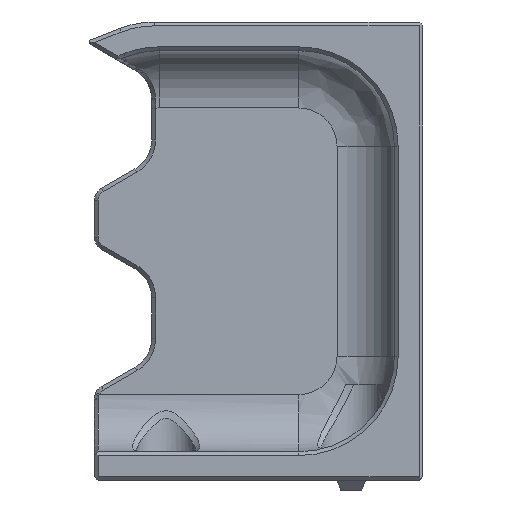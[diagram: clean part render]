
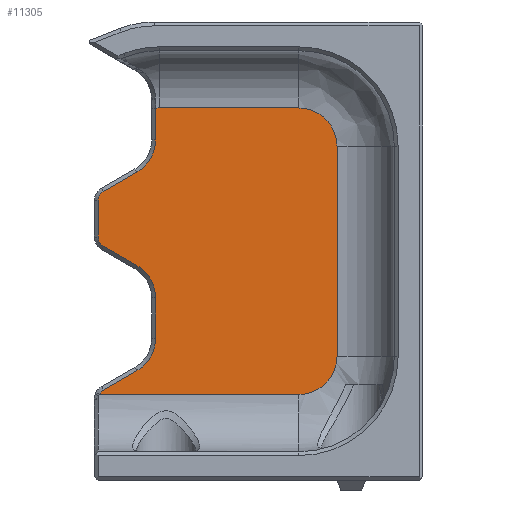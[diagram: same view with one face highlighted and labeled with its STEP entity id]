
A CAD part, front view. The second image highlights one B-rep face of the part: STEP entity #11305.
In plain terms, the highlighted planar face has unit normal (0, -1, 0).
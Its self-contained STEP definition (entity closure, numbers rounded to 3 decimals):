
#208=B_SPLINE_CURVE_WITH_KNOTS('',3,(#18229,#18230,#18231,#18232),
 .UNSPECIFIED.,.F.,.F.,(4,4),(-4.714,-4.708),
 .UNSPECIFIED.);
#707=FACE_OUTER_BOUND('',#1408,.T.);
#1408=EDGE_LOOP('',(#8220,#8221,#8222,#8223,#8224,#8225,#8226,#8227,#8228,
#8229,#8230,#8231,#8232,#8233,#8234,#8235,#8236,#8237,#8238));
#2217=LINE('',#17837,#3332);
#2261=LINE('',#17972,#3376);
#2294=LINE('',#18318,#3409);
#2300=LINE('',#18357,#3415);
#2301=LINE('',#18361,#3416);
#2302=LINE('',#18364,#3417);
#2303=LINE('',#18368,#3418);
#2304=LINE('',#18372,#3419);
#2305=LINE('',#18375,#3420);
#3332=VECTOR('',#13621,10.);
#3376=VECTOR('',#13731,10.);
#3409=VECTOR('',#13794,10.);
#3415=VECTOR('',#13814,10.);
#3416=VECTOR('',#13817,10.);
#3417=VECTOR('',#13820,10.);
#3418=VECTOR('',#13823,10.);
#3419=VECTOR('',#13826,10.);
#3420=VECTOR('',#13829,10.);
#4347=CIRCLE('',#12092,4.);
#4370=CIRCLE('',#12146,3.9);
#4373=CIRCLE('',#12155,1.1);
#4376=CIRCLE('',#12162,3.9);
#4378=CIRCLE('',#12165,4.);
#4379=CIRCLE('',#12166,4.);
#4380=CIRCLE('',#12167,1.1);
#4381=CIRCLE('',#12168,1.1);
#4382=CIRCLE('',#12169,3.9);
#4994=VERTEX_POINT('',#17545);
#4995=VERTEX_POINT('',#17547);
#5011=VERTEX_POINT('',#17836);
#5053=VERTEX_POINT('',#17969);
#5054=VERTEX_POINT('',#17971);
#5059=VERTEX_POINT('',#18000);
#5078=VERTEX_POINT('',#18236);
#5087=VERTEX_POINT('',#18308);
#5090=VERTEX_POINT('',#18315);
#5094=VERTEX_POINT('',#18350);
#5096=VERTEX_POINT('',#18356);
#5097=VERTEX_POINT('',#18358);
#5098=VERTEX_POINT('',#18360);
#5099=VERTEX_POINT('',#18363);
#5100=VERTEX_POINT('',#18365);
#5101=VERTEX_POINT('',#18367);
#5102=VERTEX_POINT('',#18369);
#5103=VERTEX_POINT('',#18371);
#5104=VERTEX_POINT('',#18373);
#6106=EDGE_CURVE('',#4995,#4994,#4347,.T.);
#6134=EDGE_CURVE('',#4995,#5011,#2217,.T.);
#6195=EDGE_CURVE('',#5053,#5054,#2261,.T.);
#6228=EDGE_CURVE('',#5054,#5059,#208,.T.);
#6231=EDGE_CURVE('',#5078,#5053,#4370,.T.);
#6249=EDGE_CURVE('',#5011,#5087,#4373,.T.);
#6254=EDGE_CURVE('',#5087,#5090,#2294,.T.);
#6261=EDGE_CURVE('',#5090,#5094,#4376,.T.);
#6264=EDGE_CURVE('',#5096,#4994,#2300,.T.);
#6265=EDGE_CURVE('',#5097,#5096,#4378,.T.);
#6266=EDGE_CURVE('',#5098,#5097,#2301,.T.);
#6267=EDGE_CURVE('',#5059,#5098,#4379,.T.);
#6268=EDGE_CURVE('',#5099,#5078,#2302,.T.);
#6269=EDGE_CURVE('',#5100,#5099,#4380,.T.);
#6270=EDGE_CURVE('',#5101,#5100,#2303,.T.);
#6271=EDGE_CURVE('',#5102,#5101,#4381,.T.);
#6272=EDGE_CURVE('',#5103,#5102,#2304,.T.);
#6273=EDGE_CURVE('',#5104,#5103,#4382,.T.);
#6274=EDGE_CURVE('',#5094,#5104,#2305,.T.);
#8220=ORIENTED_EDGE('',*,*,#6264,.F.);
#8221=ORIENTED_EDGE('',*,*,#6265,.F.);
#8222=ORIENTED_EDGE('',*,*,#6266,.F.);
#8223=ORIENTED_EDGE('',*,*,#6267,.F.);
#8224=ORIENTED_EDGE('',*,*,#6228,.F.);
#8225=ORIENTED_EDGE('',*,*,#6195,.F.);
#8226=ORIENTED_EDGE('',*,*,#6231,.F.);
#8227=ORIENTED_EDGE('',*,*,#6268,.F.);
#8228=ORIENTED_EDGE('',*,*,#6269,.F.);
#8229=ORIENTED_EDGE('',*,*,#6270,.F.);
#8230=ORIENTED_EDGE('',*,*,#6271,.F.);
#8231=ORIENTED_EDGE('',*,*,#6272,.F.);
#8232=ORIENTED_EDGE('',*,*,#6273,.F.);
#8233=ORIENTED_EDGE('',*,*,#6274,.F.);
#8234=ORIENTED_EDGE('',*,*,#6261,.F.);
#8235=ORIENTED_EDGE('',*,*,#6254,.F.);
#8236=ORIENTED_EDGE('',*,*,#6249,.F.);
#8237=ORIENTED_EDGE('',*,*,#6134,.F.);
#8238=ORIENTED_EDGE('',*,*,#6106,.T.);
#10901=PLANE('',#12164);
#11305=ADVANCED_FACE('',(#707),#10901,.F.);
#12092=AXIS2_PLACEMENT_3D('',#17548,#13576,#13577);
#12146=AXIS2_PLACEMENT_3D('',#18238,#13754,#13755);
#12155=AXIS2_PLACEMENT_3D('',#18309,#13785,#13786);
#12162=AXIS2_PLACEMENT_3D('',#18351,#13807,#13808);
#12164=AXIS2_PLACEMENT_3D('',#18355,#13812,#13813);
#12165=AXIS2_PLACEMENT_3D('',#18359,#13815,#13816);
#12166=AXIS2_PLACEMENT_3D('',#18362,#13818,#13819);
#12167=AXIS2_PLACEMENT_3D('',#18366,#13821,#13822);
#12168=AXIS2_PLACEMENT_3D('',#18370,#13824,#13825);
#12169=AXIS2_PLACEMENT_3D('',#18374,#13827,#13828);
#13576=DIRECTION('center_axis',(0.,-1.,0.));
#13577=DIRECTION('ref_axis',(0.,0.,1.));
#13621=DIRECTION('',(-1.,0.,0.));
#13731=DIRECTION('',(0.,0.,1.));
#13754=DIRECTION('center_axis',(0.,-1.,0.));
#13755=DIRECTION('ref_axis',(0.866,0.,-0.5));
#13785=DIRECTION('center_axis',(0.,1.,0.));
#13786=DIRECTION('ref_axis',(-0.866,0.,0.5));
#13794=DIRECTION('',(0.866,0.,0.5));
#13807=DIRECTION('center_axis',(0.,-1.,0.));
#13808=DIRECTION('ref_axis',(0.866,0.,-0.5));
#13812=DIRECTION('center_axis',(0.,1.,0.));
#13813=DIRECTION('ref_axis',(0.,0.,
1.));
#13814=DIRECTION('',(0.,0.,-1.));
#13815=DIRECTION('center_axis',(0.,1.,0.));
#13816=DIRECTION('ref_axis',(0.707,0.,0.707));
#13817=DIRECTION('',(1.,0.,0.));
#13818=DIRECTION('center_axis',(0.,1.,0.));
#13819=DIRECTION('ref_axis',(-0.185,0.,0.983));
#13820=DIRECTION('',(0.866,0.,0.5));
#13821=DIRECTION('center_axis',(0.,1.,0.));
#13822=DIRECTION('ref_axis',(-0.866,0.,0.5));
#13823=DIRECTION('',(0.,0.,1.));
#13824=DIRECTION('center_axis',(0.,1.,0.));
#13825=DIRECTION('ref_axis',(-0.866,0.,-0.5));
#13826=DIRECTION('',(-0.866,0.,0.5));
#13827=DIRECTION('center_axis',(0.,-1.,0.));
#13828=DIRECTION('ref_axis',(0.866,0.,0.5));
#13829=DIRECTION('',(0.,0.,1.));
#17545=CARTESIAN_POINT('',(106.002,-104.,-36.2));
#17547=CARTESIAN_POINT('',(102.002,-104.,-40.2));
#17548=CARTESIAN_POINT('Origin',(102.002,-104.,-36.2));
#17836=CARTESIAN_POINT('',(81.116,-104.,-40.2));
#17837=CARTESIAN_POINT('',(-71.798,-104.,-40.2));
#17969=CARTESIAN_POINT('',(87.002,-104.,-13.552));
#17971=CARTESIAN_POINT('',(87.002,-104.,-10.29));
#17972=CARTESIAN_POINT('',(87.002,-104.,-29.818));
#18000=CARTESIAN_POINT('',(87.002,-104.,-10.225));
#18229=CARTESIAN_POINT('Ctrl Pts',(87.002,-104.,-10.29));
#18230=CARTESIAN_POINT('Ctrl Pts',(87.002,-104.,-10.269));
#18231=CARTESIAN_POINT('Ctrl Pts',(87.002,-104.,-10.247));
#18232=CARTESIAN_POINT('Ctrl Pts',(87.002,-104.,-10.225));
#18236=CARTESIAN_POINT('',(85.052,-104.,-16.929));
#18238=CARTESIAN_POINT('Origin',(83.102,-104.,-13.552));
#18308=CARTESIAN_POINT('',(81.552,-104.,-39.734));
#18309=CARTESIAN_POINT('Origin',(82.102,-104.,-40.687));
#18315=CARTESIAN_POINT('',(85.052,-104.,-37.714));
#18318=CARTESIAN_POINT('',(22.596,-104.,-73.773));
#18350=CARTESIAN_POINT('',(87.002,-104.,-34.336));
#18351=CARTESIAN_POINT('Origin',(83.102,-104.,-34.336));
#18355=CARTESIAN_POINT('Origin',(-71.798,-104.,-46.2));
#18356=CARTESIAN_POINT('',(106.002,-104.,-14.2));
#18357=CARTESIAN_POINT('',(106.002,-104.,-46.7));
#18358=CARTESIAN_POINT('',(102.002,-104.,-10.2));
#18359=CARTESIAN_POINT('Origin',(102.002,-104.,-14.2));
#18360=CARTESIAN_POINT('',(87.446,-104.,-10.2));
#18361=CARTESIAN_POINT('',(20.102,-104.,-10.2));
#18362=CARTESIAN_POINT('Origin',(87.446,-104.,-14.2));
#18363=CARTESIAN_POINT('',(81.552,-104.,-18.95));
#18364=CARTESIAN_POINT('',(18.096,-104.,-55.586));
#18365=CARTESIAN_POINT('',(81.002,-104.,-19.902));
#18366=CARTESIAN_POINT('Origin',(82.102,-104.,-19.902));
#18367=CARTESIAN_POINT('',(81.002,-104.,-23.713));
#18368=CARTESIAN_POINT('',(81.002,-104.,-35.014));
#18369=CARTESIAN_POINT('',(81.552,-104.,-24.666));
#18370=CARTESIAN_POINT('Origin',(82.102,-104.,-23.713));
#18371=CARTESIAN_POINT('',(85.052,-104.,-26.686));
#18372=CARTESIAN_POINT('',(30.408,-104.,4.862));
#18373=CARTESIAN_POINT('',(87.002,-104.,-30.064));
#18374=CARTESIAN_POINT('Origin',(83.102,-104.,-30.064));
#18375=CARTESIAN_POINT('',(87.002,-104.,-29.818));
